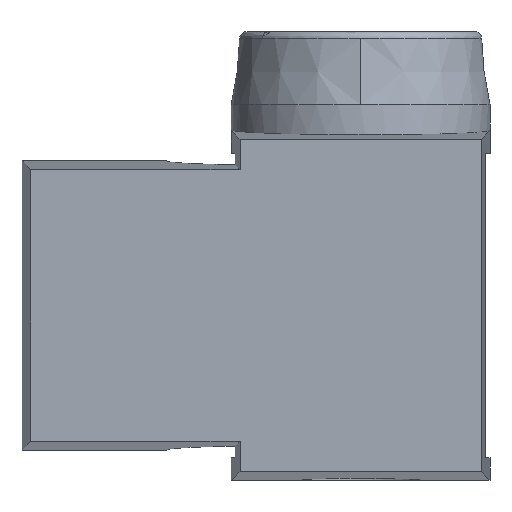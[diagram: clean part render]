
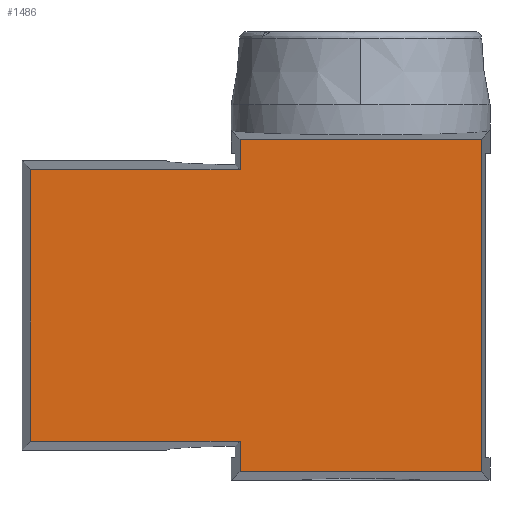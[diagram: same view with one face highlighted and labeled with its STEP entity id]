
A CAD part, front view. The second image highlights one B-rep face of the part: STEP entity #1486.
In plain terms, the highlighted planar face has unit normal (0, -1, 0).
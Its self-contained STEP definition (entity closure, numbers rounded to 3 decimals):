
#73 = DIRECTION ( 'NONE',  ( 0., -1., 0. ) ) ;
#76 = VECTOR ( 'NONE', #980, 1000. ) ;
#81 = EDGE_CURVE ( 'NONE', #2214, #1086, #543, .T. ) ;
#86 = EDGE_CURVE ( 'NONE', #111, #987, #1328, .T. ) ;
#111 = VERTEX_POINT ( 'NONE', #1165 ) ;
#124 = DIRECTION ( 'NONE',  ( 1., 0., 0. ) ) ;
#131 = DIRECTION ( 'NONE',  ( 1., 0., 0. ) ) ;
#167 = EDGE_CURVE ( 'NONE', #1086, #111, #2248, .T. ) ;
#179 = DIRECTION ( 'NONE',  ( 1., 0., 0. ) ) ;
#244 = DIRECTION ( 'NONE',  ( 0., 0., -1. ) ) ;
#296 = VERTEX_POINT ( 'NONE', #1070 ) ;
#311 = ORIENTED_EDGE ( 'NONE', *, *, #167, .T. ) ;
#318 = CARTESIAN_POINT ( 'NONE',  ( 31.695, -66., 43.695 ) ) ;
#360 = VERTEX_POINT ( 'NONE', #1088 ) ;
#380 = EDGE_LOOP ( 'NONE', ( #552, #1696, #602, #1675, #2116, #2190, #311, #651 ) ) ;
#488 = CARTESIAN_POINT ( 'NONE',  ( -55.98, -66., 35.695 ) ) ;
#543 = LINE ( 'NONE', #1510, #76 ) ;
#552 = ORIENTED_EDGE ( 'NONE', *, *, #1159, .F. ) ;
#602 = ORIENTED_EDGE ( 'NONE', *, *, #1269, .T. ) ;
#649 = CARTESIAN_POINT ( 'NONE',  ( -27.5, -66., -43.695 ) ) ;
#651 = ORIENTED_EDGE ( 'NONE', *, *, #86, .T. ) ;
#831 = LINE ( 'NONE', #1615, #1681 ) ;
#859 = CARTESIAN_POINT ( 'NONE',  ( -27.5, -66., -35.695 ) ) ;
#949 = CARTESIAN_POINT ( 'NONE',  ( -31.695, -66., -35.695 ) ) ;
#970 = CARTESIAN_POINT ( 'NONE',  ( -31.695, -66., 35.695 ) ) ;
#980 = DIRECTION ( 'NONE',  ( 0., 0., 1. ) ) ;
#987 = VERTEX_POINT ( 'NONE', #970 ) ;
#1070 = CARTESIAN_POINT ( 'NONE',  ( -86.695, -66., 35.695 ) ) ;
#1086 = VERTEX_POINT ( 'NONE', #318 ) ;
#1088 = CARTESIAN_POINT ( 'NONE',  ( -31.695, -66., -43.695 ) ) ;
#1129 = PLANE ( 'NONE',  #1377 ) ;
#1159 = EDGE_CURVE ( 'NONE', #296, #987, #1372, .T. ) ;
#1165 = CARTESIAN_POINT ( 'NONE',  ( -31.695, -66., 43.695 ) ) ;
#1184 = EDGE_CURVE ( 'NONE', #360, #2214, #1522, .T. ) ;
#1269 = EDGE_CURVE ( 'NONE', #1810, #1957, #1947, .T. ) ;
#1314 = DIRECTION ( 'NONE',  ( 0., 0., -1. ) ) ;
#1328 = LINE ( 'NONE', #2229, #2224 ) ;
#1372 = LINE ( 'NONE', #488, #1996 ) ;
#1377 = AXIS2_PLACEMENT_3D ( 'NONE', #2208, #73, #244 ) ;
#1457 = DIRECTION ( 'NONE',  ( 0., 0., -1. ) ) ;
#1482 = CARTESIAN_POINT ( 'NONE',  ( -31.695, -66., -15.5 ) ) ;
#1486 = ADVANCED_FACE ( 'NONE', ( #1655 ), #1129, .T. ) ;
#1510 = CARTESIAN_POINT ( 'NONE',  ( 31.695, -66., -15.5 ) ) ;
#1522 = LINE ( 'NONE', #649, #2020 ) ;
#1615 = CARTESIAN_POINT ( 'NONE',  ( -86.695, -66., 0. ) ) ;
#1655 = FACE_OUTER_BOUND ( 'NONE', #380, .T. ) ;
#1675 = ORIENTED_EDGE ( 'NONE', *, *, #1701, .T. ) ;
#1681 = VECTOR ( 'NONE', #1775, 1000. ) ;
#1696 = ORIENTED_EDGE ( 'NONE', *, *, #1712, .F. ) ;
#1701 = EDGE_CURVE ( 'NONE', #1957, #360, #2236, .T. ) ;
#1712 = EDGE_CURVE ( 'NONE', #1810, #296, #831, .T. ) ;
#1767 = VECTOR ( 'NONE', #1457, 1000. ) ;
#1775 = DIRECTION ( 'NONE',  ( 0., 0., 1. ) ) ;
#1788 = CARTESIAN_POINT ( 'NONE',  ( -86.695, -66., -35.695 ) ) ;
#1810 = VERTEX_POINT ( 'NONE', #1788 ) ;
#1920 = CARTESIAN_POINT ( 'NONE',  ( -27.5, -66., 43.695 ) ) ;
#1947 = LINE ( 'NONE', #859, #2183 ) ;
#1957 = VERTEX_POINT ( 'NONE', #949 ) ;
#1996 = VECTOR ( 'NONE', #124, 1000. ) ;
#2020 = VECTOR ( 'NONE', #131, 1000. ) ;
#2055 = VECTOR ( 'NONE', #2087, 1000. ) ;
#2087 = DIRECTION ( 'NONE',  ( -1., 0., 0. ) ) ;
#2100 = CARTESIAN_POINT ( 'NONE',  ( 31.695, -66., -43.695 ) ) ;
#2116 = ORIENTED_EDGE ( 'NONE', *, *, #1184, .T. ) ;
#2183 = VECTOR ( 'NONE', #179, 1000. ) ;
#2190 = ORIENTED_EDGE ( 'NONE', *, *, #81, .T. ) ;
#2208 = CARTESIAN_POINT ( 'NONE',  ( -86.695, -66., 43.695 ) ) ;
#2214 = VERTEX_POINT ( 'NONE', #2100 ) ;
#2224 = VECTOR ( 'NONE', #1314, 1000. ) ;
#2229 = CARTESIAN_POINT ( 'NONE',  ( -31.695, -66., -15.5 ) ) ;
#2236 = LINE ( 'NONE', #1482, #1767 ) ;
#2248 = LINE ( 'NONE', #1920, #2055 ) ;
